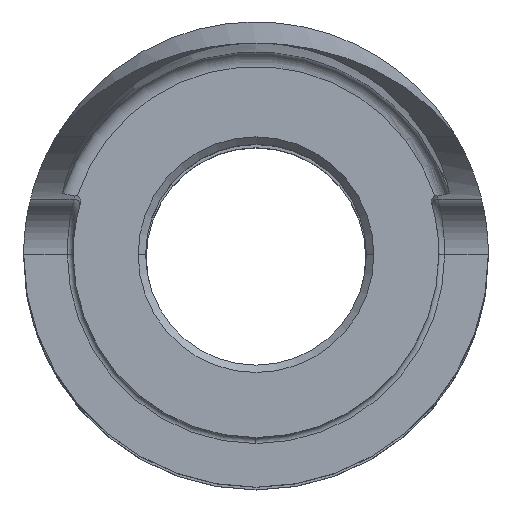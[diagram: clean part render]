
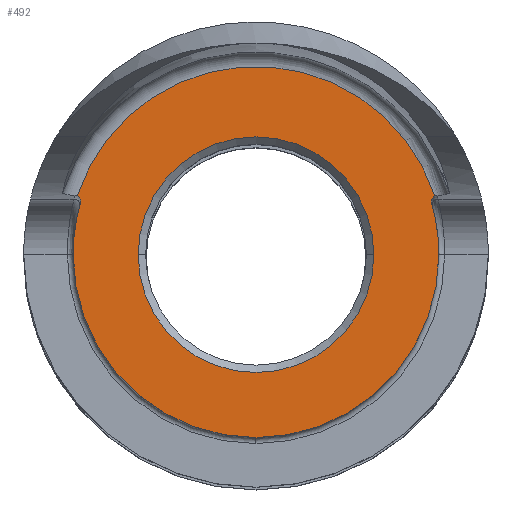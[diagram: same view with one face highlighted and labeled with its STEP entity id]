
A CAD part, top view. The second image highlights one B-rep face of the part: STEP entity #492.
In plain terms, the highlighted planar face has unit normal (0, 0, 1).
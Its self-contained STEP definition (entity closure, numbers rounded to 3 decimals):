
#24 = CIRCLE ( 'NONE', #66, 8.052 ) ;
#47 = DIRECTION ( 'NONE',  ( 0., 0., 1. ) ) ;
#49 = VERTEX_POINT ( 'NONE', #919 ) ;
#66 = AXIS2_PLACEMENT_3D ( 'NONE', #1490, #201, #1706 ) ;
#141 = DIRECTION ( 'NONE',  ( 0., 0., 1. ) ) ;
#190 = VERTEX_POINT ( 'NONE', #1263 ) ;
#201 = DIRECTION ( 'NONE',  ( 0., 0., -1. ) ) ;
#239 = CARTESIAN_POINT ( 'NONE',  ( 0., 0., 14.986 ) ) ;
#240 = EDGE_CURVE ( 'NONE', #570, #49, #1659, .T. ) ;
#273 = VERTEX_POINT ( 'NONE', #1934 ) ;
#337 = EDGE_CURVE ( 'NONE', #273, #2542, #804, .T. ) ;
#356 = CARTESIAN_POINT ( 'NONE',  ( 0., 0., 14.986 ) ) ;
#399 = CARTESIAN_POINT ( 'NONE',  ( 0., 0., 14.986 ) ) ;
#413 = CARTESIAN_POINT ( 'NONE',  ( 11.984, 3.542, 14.986 ) ) ;
#426 = ORIENTED_EDGE ( 'NONE', *, *, #1637, .T. ) ;
#433 = CARTESIAN_POINT ( 'NONE',  ( 12.048, 3.918, 14.986 ) ) ;
#441 = EDGE_CURVE ( 'NONE', #1606, #2359, #2722, .T. ) ;
#454 = DIRECTION ( 'NONE',  ( 1., 0., 0. ) ) ;
#489 = AXIS2_PLACEMENT_3D ( 'NONE', #356, #141, #1003 ) ;
#492 = ADVANCED_FACE ( 'NONE', ( #1988, #831 ), #2747, .T. ) ;
#570 = VERTEX_POINT ( 'NONE', #2110 ) ;
#576 = EDGE_LOOP ( 'NONE', ( #1941, #426 ) ) ;
#616 = AXIS2_PLACEMENT_3D ( 'NONE', #990, #2304, #1000 ) ;
#624 = DIRECTION ( 'NONE',  ( 1., 0., 0. ) ) ;
#658 = CARTESIAN_POINT ( 'NONE',  ( 12.215, 4.027, 14.986 ) ) ;
#804 = CIRCLE ( 'NONE', #1087, 8.052 ) ;
#831 = FACE_OUTER_BOUND ( 'NONE', #2321, .T. ) ;
#832 = B_SPLINE_CURVE_WITH_KNOTS ( 'NONE', 3,
 ( #2366, #2376, #1725, #433, #1943, #658 ),
 .UNSPECIFIED., .F., .F.,
 ( 4, 2, 4 ),
 ( 0., 0., 0.001 ),
 .UNSPECIFIED. ) ;
#869 = CIRCLE ( 'NONE', #489, 12.497 ) ;
#908 = ORIENTED_EDGE ( 'NONE', *, *, #1737, .T. ) ;
#919 = CARTESIAN_POINT ( 'NONE',  ( -12.215, 4.027, 14.986 ) ) ;
#990 = CARTESIAN_POINT ( 'NONE',  ( 0., 0., 14.986 ) ) ;
#1000 = DIRECTION ( 'NONE',  ( 1., 0., 0. ) ) ;
#1003 = DIRECTION ( 'NONE',  ( 1., 0., 0. ) ) ;
#1063 = CARTESIAN_POINT ( 'NONE',  ( -12.048, 3.918, 14.986 ) ) ;
#1087 = AXIS2_PLACEMENT_3D ( 'NONE', #239, #1745, #454 ) ;
#1112 = ORIENTED_EDGE ( 'NONE', *, *, #1600, .T. ) ;
#1255 = DIRECTION ( 'NONE',  ( 0., 0., 1. ) ) ;
#1263 = CARTESIAN_POINT ( 'NONE',  ( -12.497, 0., 14.986 ) ) ;
#1269 = CARTESIAN_POINT ( 'NONE',  ( -12.123, 3.99, 14.986 ) ) ;
#1279 = CARTESIAN_POINT ( 'NONE',  ( -11.956, 3.637, 14.986 ) ) ;
#1334 = CARTESIAN_POINT ( 'NONE',  ( 0., 0., 14.986 ) ) ;
#1338 = EDGE_CURVE ( 'NONE', #190, #1606, #869, .T. ) ;
#1490 = CARTESIAN_POINT ( 'NONE',  ( 0., 0., 14.986 ) ) ;
#1554 = DIRECTION ( 'NONE',  ( 1., 0., 0. ) ) ;
#1600 = EDGE_CURVE ( 'NONE', #2154, #190, #2325, .T. ) ;
#1606 = VERTEX_POINT ( 'NONE', #2086 ) ;
#1637 = EDGE_CURVE ( 'NONE', #2542, #273, #24, .T. ) ;
#1659 = CIRCLE ( 'NONE', #1871, 12.862 ) ;
#1688 = EDGE_CURVE ( 'NONE', #49, #2154, #1851, .T. ) ;
#1706 = DIRECTION ( 'NONE',  ( 1., 0., 0. ) ) ;
#1725 = CARTESIAN_POINT ( 'NONE',  ( 11.964, 3.74, 14.986 ) ) ;
#1737 = EDGE_CURVE ( 'NONE', #2359, #570, #832, .T. ) ;
#1745 = DIRECTION ( 'NONE',  ( 0., 0., -1. ) ) ;
#1815 = CARTESIAN_POINT ( 'NONE',  ( -8.052, 0., 14.986 ) ) ;
#1851 = B_SPLINE_CURVE_WITH_KNOTS ( 'NONE', 3,
 ( #1924, #1269, #1063, #2580, #1279, #2818 ),
 .UNSPECIFIED., .F., .F.,
 ( 4, 2, 4 ),
 ( 0., 0., 0.001 ),
 .UNSPECIFIED. ) ;
#1871 = AXIS2_PLACEMENT_3D ( 'NONE', #2789, #1255, #2555 ) ;
#1904 = DIRECTION ( 'NONE',  ( 0., 0., 1. ) ) ;
#1910 = ORIENTED_EDGE ( 'NONE', *, *, #1688, .T. ) ;
#1924 = CARTESIAN_POINT ( 'NONE',  ( -12.215, 4.027, 14.986 ) ) ;
#1934 = CARTESIAN_POINT ( 'NONE',  ( 8.052, 0., 14.986 ) ) ;
#1941 = ORIENTED_EDGE ( 'NONE', *, *, #337, .T. ) ;
#1943 = CARTESIAN_POINT ( 'NONE',  ( 12.123, 3.99, 14.986 ) ) ;
#1988 = FACE_BOUND ( 'NONE', #576, .T. ) ;
#2086 = CARTESIAN_POINT ( 'NONE',  ( 12.497, 0., 14.986 ) ) ;
#2110 = CARTESIAN_POINT ( 'NONE',  ( 12.215, 4.027, 14.986 ) ) ;
#2154 = VERTEX_POINT ( 'NONE', #2735 ) ;
#2170 = ORIENTED_EDGE ( 'NONE', *, *, #240, .T. ) ;
#2200 = ORIENTED_EDGE ( 'NONE', *, *, #1338, .T. ) ;
#2304 = DIRECTION ( 'NONE',  ( 0., 0., 1. ) ) ;
#2321 = EDGE_LOOP ( 'NONE', ( #1112, #2200, #2455, #908, #2170, #1910 ) ) ;
#2325 = CIRCLE ( 'NONE', #2578, 12.497 ) ;
#2359 = VERTEX_POINT ( 'NONE', #413 ) ;
#2366 = CARTESIAN_POINT ( 'NONE',  ( 11.984, 3.542, 14.986 ) ) ;
#2376 = CARTESIAN_POINT ( 'NONE',  ( 11.956, 3.637, 14.986 ) ) ;
#2396 = AXIS2_PLACEMENT_3D ( 'NONE', #1334, #47, #1554 ) ;
#2455 = ORIENTED_EDGE ( 'NONE', *, *, #441, .T. ) ;
#2542 = VERTEX_POINT ( 'NONE', #1815 ) ;
#2555 = DIRECTION ( 'NONE',  ( 1., 0., 0. ) ) ;
#2578 = AXIS2_PLACEMENT_3D ( 'NONE', #399, #1904, #624 ) ;
#2580 = CARTESIAN_POINT ( 'NONE',  ( -11.964, 3.741, 14.986 ) ) ;
#2722 = CIRCLE ( 'NONE', #2396, 12.497 ) ;
#2735 = CARTESIAN_POINT ( 'NONE',  ( -11.984, 3.542, 14.986 ) ) ;
#2747 = PLANE ( 'NONE',  #616 ) ;
#2789 = CARTESIAN_POINT ( 'NONE',  ( 0., 0., 14.986 ) ) ;
#2818 = CARTESIAN_POINT ( 'NONE',  ( -11.984, 3.542, 14.986 ) ) ;
